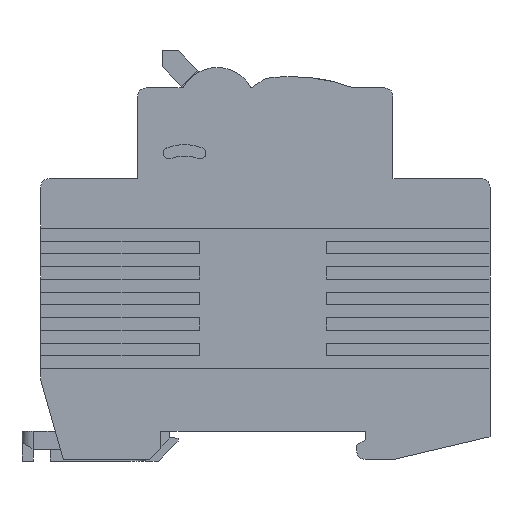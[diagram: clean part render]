
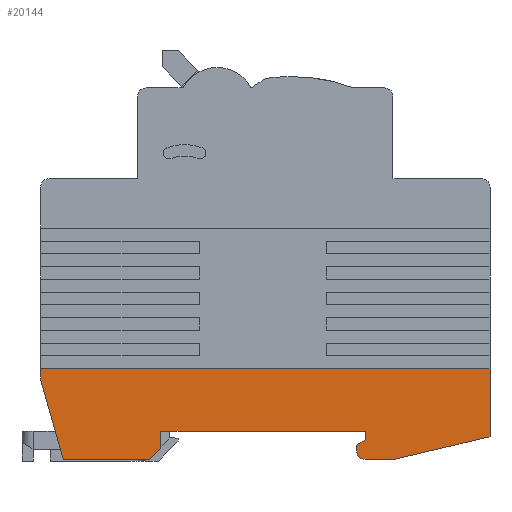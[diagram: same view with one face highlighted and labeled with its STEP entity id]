
A CAD part, left-side view. The second image highlights one B-rep face of the part: STEP entity #20144.
In plain terms, the highlighted face is planar.
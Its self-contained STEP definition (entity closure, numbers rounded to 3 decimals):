
#658 = LINE ( 'NONE', #8827, #5613 ) ;
#703 = VERTEX_POINT ( 'NONE', #19588 ) ;
#1187 = EDGE_CURVE ( 'NONE', #5334, #1708, #8357, .T. ) ;
#1331 = CARTESIAN_POINT ( 'NONE',  ( 53.4, 79.2, -43. ) ) ;
#1708 = VERTEX_POINT ( 'NONE', #7107 ) ;
#2506 = CARTESIAN_POINT ( 'NONE',  ( 53.4, 45.431, -52.346 ) ) ;
#2522 = CARTESIAN_POINT ( 'NONE',  ( 53.4, 55.7, -43. ) ) ;
#2603 = VERTEX_POINT ( 'NONE', #22135 ) ;
#2701 = CARTESIAN_POINT ( 'NONE',  ( 53.4, 21.2, -43. ) ) ;
#2781 = DIRECTION ( 'NONE',  ( 1., 0., 0. ) ) ;
#3681 = VECTOR ( 'NONE', #6463, 1000. ) ;
#3814 = CARTESIAN_POINT ( 'NONE',  ( 53.4, 0., -43. ) ) ;
#4003 = CARTESIAN_POINT ( 'NONE',  ( 53.4, 4., -48. ) ) ;
#4016 = ORIENTED_EDGE ( 'NONE', *, *, #19545, .T. ) ;
#4107 = DIRECTION ( 'NONE',  ( 0., 0., 1. ) ) ;
#4374 = CARTESIAN_POINT ( 'NONE',  ( 53.4, 79.2, -32. ) ) ;
#4488 = CARTESIAN_POINT ( 'NONE',  ( 53.4, 57.2, -43. ) ) ;
#4547 = VECTOR ( 'NONE', #24943, 1000. ) ;
#4786 = CARTESIAN_POINT ( 'NONE',  ( 53.4, 31.7, -35.5 ) ) ;
#4910 = DIRECTION ( 'NONE',  ( 0., -1., 0. ) ) ;
#5057 = CARTESIAN_POINT ( 'NONE',  ( 53.4, 39.2, -43. ) ) ;
#5334 = VERTEX_POINT ( 'NONE', #12688 ) ;
#5613 = VECTOR ( 'NONE', #19079, 1000. ) ;
#5777 = EDGE_CURVE ( 'NONE', #5334, #19349, #8443, .T. ) ;
#6463 = DIRECTION ( 'NONE',  ( 0., -0.832, -0.555 ) ) ;
#6511 = ORIENTED_EDGE ( 'NONE', *, *, #16699, .F. ) ;
#6952 = ORIENTED_EDGE ( 'NONE', *, *, #7560, .T. ) ;
#7003 = FACE_OUTER_BOUND ( 'NONE', #8510, .T. ) ;
#7107 = CARTESIAN_POINT ( 'NONE',  ( 53.4, 57.2, -48. ) ) ;
#7401 = LINE ( 'NONE', #23462, #23067 ) ;
#7560 = EDGE_CURVE ( 'NONE', #1708, #14382, #14533, .T. ) ;
#7652 = LINE ( 'NONE', #1331, #13413 ) ;
#8213 = ORIENTED_EDGE ( 'NONE', *, *, #22151, .T. ) ;
#8285 = VECTOR ( 'NONE', #12805, 1000. ) ;
#8357 = CIRCLE ( 'NONE', #21797, 1.5 ) ;
#8443 = LINE ( 'NONE', #2522, #9131 ) ;
#8510 = EDGE_LOOP ( 'NONE', ( #13426, #4016, #14950, #24664, #19937, #17880, #15729, #8213, #24229, #13473, #11104, #16245, #6952, #6511 ) ) ;
#8623 = LINE ( 'NONE', #2701, #4547 ) ;
#8827 = CARTESIAN_POINT ( 'NONE',  ( 53.4, 39.2, -32. ) ) ;
#8946 = DIRECTION ( 'NONE',  ( 0., -0.973, -0.229 ) ) ;
#9131 = VECTOR ( 'NONE', #4107, 1000. ) ;
#9935 = DIRECTION ( 'NONE',  ( 0., 1., 0. ) ) ;
#10218 = CARTESIAN_POINT ( 'NONE',  ( 53.4, 21.2, -43. ) ) ;
#10309 = CARTESIAN_POINT ( 'NONE',  ( 53.4, 0., -34. ) ) ;
#10667 = EDGE_CURVE ( 'NONE', #21029, #703, #14782, .T. ) ;
#10956 = CARTESIAN_POINT ( 'NONE',  ( 53.4, 57.2, -46.5 ) ) ;
#11104 = ORIENTED_EDGE ( 'NONE', *, *, #5777, .F. ) ;
#11272 = LINE ( 'NONE', #2506, #3681 ) ;
#11739 = VECTOR ( 'NONE', #9935, 1000. ) ;
#11916 = EDGE_CURVE ( 'NONE', #16539, #2603, #15959, .T. ) ;
#11981 = DIRECTION ( 'NONE',  ( 0., 0., -1. ) ) ;
#12197 = CARTESIAN_POINT ( 'NONE',  ( 53.4, 21.2, -46. ) ) ;
#12318 = VERTEX_POINT ( 'NONE', #18280 ) ;
#12319 = CARTESIAN_POINT ( 'NONE',  ( 53.4, 39.2, -43. ) ) ;
#12385 = CARTESIAN_POINT ( 'NONE',  ( 53.4, 62.2, -48. ) ) ;
#12616 = DIRECTION ( 'NONE',  ( 0., -0.275, 0.962 ) ) ;
#12688 = CARTESIAN_POINT ( 'NONE',  ( 53.4, 55.7, -46.5 ) ) ;
#12770 = EDGE_CURVE ( 'NONE', #18669, #21029, #8623, .T. ) ;
#12782 = CARTESIAN_POINT ( 'NONE',  ( 53.4, 41.521, -52.866 ) ) ;
#12805 = DIRECTION ( 'NONE',  ( 0., -0.707, -0.707 ) ) ;
#13413 = VECTOR ( 'NONE', #15686, 1000. ) ;
#13426 = ORIENTED_EDGE ( 'NONE', *, *, #23886, .F. ) ;
#13446 = EDGE_CURVE ( 'NONE', #2603, #19349, #11272, .T. ) ;
#13473 = ORIENTED_EDGE ( 'NONE', *, *, #13446, .T. ) ;
#14150 = LINE ( 'NONE', #12319, #11739 ) ;
#14382 = VERTEX_POINT ( 'NONE', #12385 ) ;
#14533 = LINE ( 'NONE', #24648, #18745 ) ;
#14675 = DIRECTION ( 'NONE',  ( 0., 1., 0. ) ) ;
#14782 = LINE ( 'NONE', #4786, #8285 ) ;
#14891 = EDGE_CURVE ( 'NONE', #23632, #20053, #7401, .T. ) ;
#14950 = ORIENTED_EDGE ( 'NONE', *, *, #16861, .T. ) ;
#15039 = PLANE ( 'NONE',  #17337 ) ;
#15302 = DIRECTION ( 'NONE',  ( -1., 0., 0. ) ) ;
#15686 = DIRECTION ( 'NONE',  ( 0., 0., -1. ) ) ;
#15691 = CARTESIAN_POINT ( 'NONE',  ( 53.4, 39.2, -48. ) ) ;
#15729 = ORIENTED_EDGE ( 'NONE', *, *, #12770, .F. ) ;
#15959 = LINE ( 'NONE', #23974, #16345 ) ;
#16245 = ORIENTED_EDGE ( 'NONE', *, *, #1187, .T. ) ;
#16345 = VECTOR ( 'NONE', #18055, 1000. ) ;
#16539 = VERTEX_POINT ( 'NONE', #4488 ) ;
#16699 = EDGE_CURVE ( 'NONE', #20061, #14382, #16973, .T. ) ;
#16861 = EDGE_CURVE ( 'NONE', #12318, #20053, #21674, .T. ) ;
#16877 = DIRECTION ( 'NONE',  ( 0., 0., -1. ) ) ;
#16973 = LINE ( 'NONE', #12782, #18326 ) ;
#17337 = AXIS2_PLACEMENT_3D ( 'NONE', #5057, #15302, #4910 ) ;
#17480 = VECTOR ( 'NONE', #11981, 1000. ) ;
#17656 = CARTESIAN_POINT ( 'NONE',  ( 53.4, 55.7, -45.5 ) ) ;
#17880 = ORIENTED_EDGE ( 'NONE', *, *, #10667, .F. ) ;
#17902 = DIRECTION ( 'NONE',  ( 0., 1., 0. ) ) ;
#18055 = DIRECTION ( 'NONE',  ( 0., 0., -1. ) ) ;
#18218 = VECTOR ( 'NONE', #17902, 1000. ) ;
#18280 = CARTESIAN_POINT ( 'NONE',  ( 53.4, 0., -32. ) ) ;
#18326 = VECTOR ( 'NONE', #8946, 1000. ) ;
#18669 = VERTEX_POINT ( 'NONE', #10218 ) ;
#18745 = VECTOR ( 'NONE', #14675, 1000. ) ;
#19079 = DIRECTION ( 'NONE',  ( 0., -1., 0. ) ) ;
#19221 = EDGE_CURVE ( 'NONE', #23632, #703, #25411, .T. ) ;
#19349 = VERTEX_POINT ( 'NONE', #17656 ) ;
#19518 = VERTEX_POINT ( 'NONE', #4374 ) ;
#19545 = EDGE_CURVE ( 'NONE', #19518, #12318, #658, .T. ) ;
#19588 = CARTESIAN_POINT ( 'NONE',  ( 53.4, 19.2, -48. ) ) ;
#19937 = ORIENTED_EDGE ( 'NONE', *, *, #19221, .T. ) ;
#20053 = VERTEX_POINT ( 'NONE', #10309 ) ;
#20061 = VERTEX_POINT ( 'NONE', #22671 ) ;
#20144 = ADVANCED_FACE ( 'NONE', ( #7003 ), #15039, .F. ) ;
#21029 = VERTEX_POINT ( 'NONE', #12197 ) ;
#21674 = LINE ( 'NONE', #3814, #17480 ) ;
#21797 = AXIS2_PLACEMENT_3D ( 'NONE', #10956, #2781, #16877 ) ;
#22135 = CARTESIAN_POINT ( 'NONE',  ( 53.4, 57.2, -44.5 ) ) ;
#22151 = EDGE_CURVE ( 'NONE', #18669, #16539, #14150, .T. ) ;
#22671 = CARTESIAN_POINT ( 'NONE',  ( 53.4, 79.2, -44. ) ) ;
#23067 = VECTOR ( 'NONE', #12616, 1000. ) ;
#23462 = CARTESIAN_POINT ( 'NONE',  ( 53.4, 5.336, -52.675 ) ) ;
#23632 = VERTEX_POINT ( 'NONE', #4003 ) ;
#23886 = EDGE_CURVE ( 'NONE', #19518, #20061, #7652, .T. ) ;
#23974 = CARTESIAN_POINT ( 'NONE',  ( 53.4, 57.2, -43. ) ) ;
#24229 = ORIENTED_EDGE ( 'NONE', *, *, #11916, .T. ) ;
#24648 = CARTESIAN_POINT ( 'NONE',  ( 53.4, 39.2, -48. ) ) ;
#24664 = ORIENTED_EDGE ( 'NONE', *, *, #14891, .F. ) ;
#24943 = DIRECTION ( 'NONE',  ( 0., 0., -1. ) ) ;
#25411 = LINE ( 'NONE', #15691, #18218 ) ;
